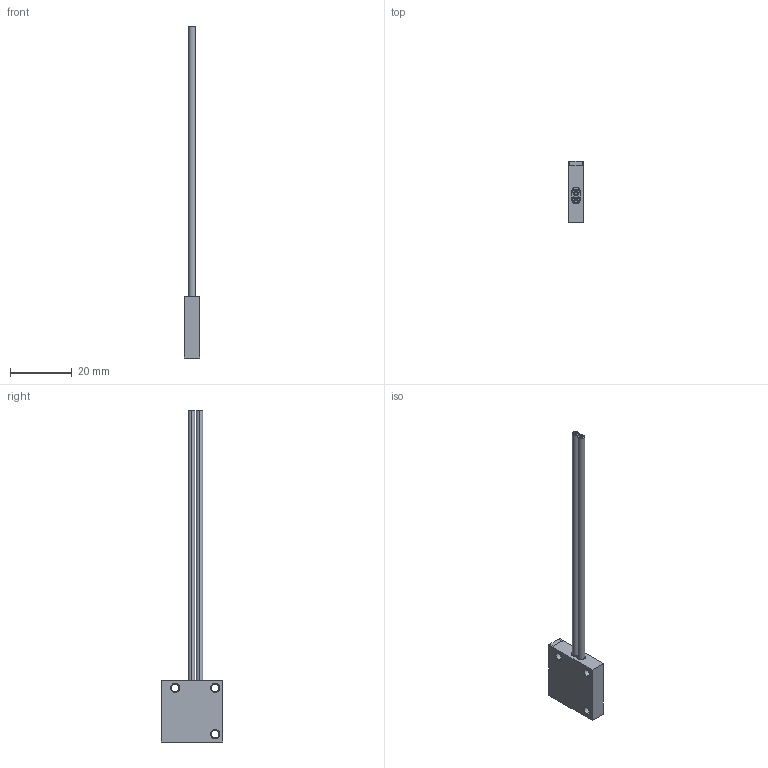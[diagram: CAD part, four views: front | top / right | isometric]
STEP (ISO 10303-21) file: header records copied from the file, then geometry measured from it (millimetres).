
FILE_DESCRIPTION((''),'2;1');
FILE_NAME('176185_ASM','2016-01-05T',('pdmadmin'),(''),'PRO/ENGINEER BY PARAMETRIC TECHNOLOGY CORPORATION, 2013230','PRO/ENGINEER BY PARAMETRIC TECHNOLOGY CORPORATION, 2013230','');
FILE_SCHEMA(('CONFIG_CONTROL_DESIGN'));
Length unit declared in the file: inch
Products named in the file (4): 39150; 39151; 10143; 176185_ASM
Assembly tree (4 placements, depth 2):
  176185_ASM
    39150
    39151
    10143  x2
Bounding box: 5.08 x 20.07 x 107.72 mm (x, y, z)
Volume: 1748 mm3; surface area: 5801.3 mm2
Topology: 18 solids, 21 shells, 275 faces, 674 edges, 449 vertices
Faces by surface type: cylinder 155, plane 120
Entity records: 6428 total; most frequent: DIRECTION 1171, CARTESIAN_POINT 1126, ORIENTED_EDGE 1000, EDGE_CURVE 506, AXIS2_PLACEMENT_3D 467, VERTEX_POINT 337, EDGE_LOOP 279, CIRCLE 261
